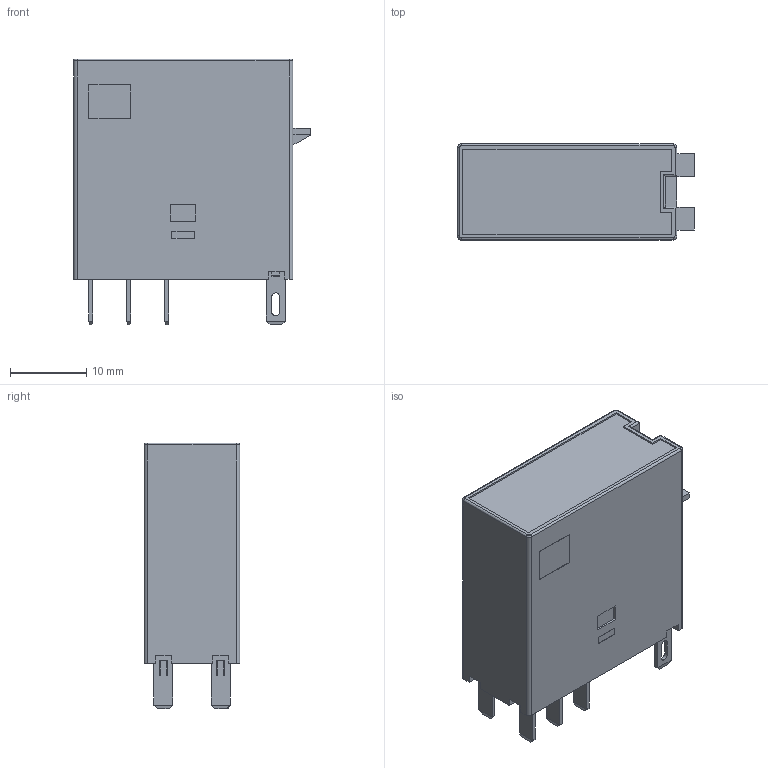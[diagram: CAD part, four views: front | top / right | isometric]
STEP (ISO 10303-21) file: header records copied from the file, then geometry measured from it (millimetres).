
FILE_DESCRIPTION (( 'STEP AP203' ), '1' );
FILE_NAME ('OGR-1-2C-DC24V. Ðåëå îáùåãî íàçíà÷åíèÿ OGR-1 2C 24Â DC ONI.STEP', '2025-07-29T06:45:36', ( '' ), ( '' ), 'SwSTEP 2.0', 'SolidWorks 2022', '' );
FILE_SCHEMA (( 'CONFIG_CONTROL_DESIGN' ));
Length unit declared in the file: millimetre
Products named in the file (1): OGR-1-2C-DC24V. Реле общего назначения OGR-1 2C 24В DC ONI
Bounding box: 31.1 x 12.6 x 34.9 mm (x, y, z)
Volume: 10160.9 mm3; surface area: 4273.8 mm2
Topology: 1 solids, 3 shells, 548 faces, 1494 edges, 980 vertices
Faces by surface type: plane 450, bspline 69, cylinder 25, torus 4
Entity records: 20851 total; most frequent: CARTESIAN_POINT 7328, ORIENTED_EDGE 2988, DIRECTION 2358, EDGE_CURVE 1494, LINE 1306, VECTOR 1306, VERTEX_POINT 980, EDGE_LOOP 600
